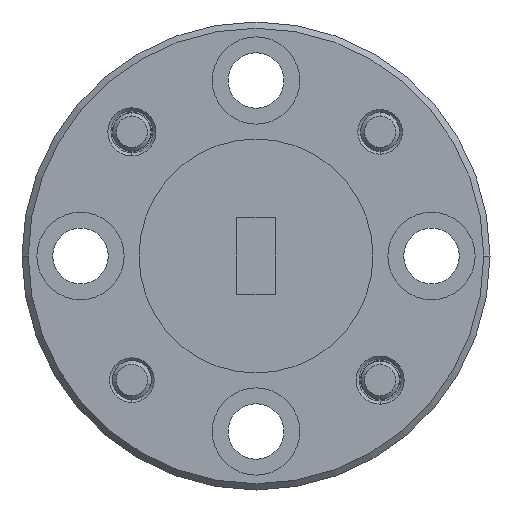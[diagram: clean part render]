
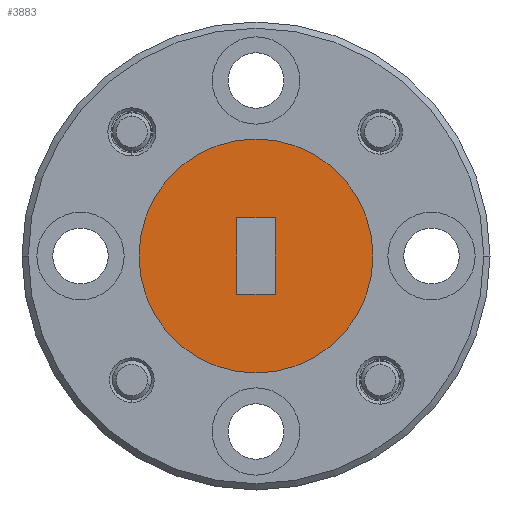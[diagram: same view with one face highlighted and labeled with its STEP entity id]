
A CAD part, left-side view. The second image highlights one B-rep face of the part: STEP entity #3883.
In plain terms, the highlighted planar face has unit normal (-1, 0, 0).
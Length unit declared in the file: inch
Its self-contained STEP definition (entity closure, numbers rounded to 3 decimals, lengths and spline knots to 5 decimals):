
#141 = LINE ( 'NONE', #3037, #1689 ) ;
#299 = DIRECTION ( 'NONE',  ( 0., 1., 0. ) ) ;
#329 = VECTOR ( 'NONE', #3733, 39.37008 ) ;
#375 = CARTESIAN_POINT ( 'NONE',  ( -0.65805, 2.05952, 2.82361 ) ) ;
#377 = CIRCLE ( 'NONE', #949, 0.1875 ) ;
#523 = ORIENTED_EDGE ( 'NONE', *, *, #655, .T. ) ;
#639 = ORIENTED_EDGE ( 'NONE', *, *, #2140, .T. ) ;
#655 = EDGE_CURVE ( 'NONE', #1805, #4742, #1448, .T. ) ;
#949 = AXIS2_PLACEMENT_3D ( 'NONE', #1908, #5664, #299 ) ;
#995 = ORIENTED_EDGE ( 'NONE', *, *, #2147, .T. ) ;
#1047 = CARTESIAN_POINT ( 'NONE',  ( -0.65805, 2.12052, 2.82361 ) ) ;
#1256 = DIRECTION ( 'NONE',  ( 1., 0., 0. ) ) ;
#1316 = VERTEX_POINT ( 'NONE', #3974 ) ;
#1448 = LINE ( 'NONE', #1047, #5556 ) ;
#1589 = VERTEX_POINT ( 'NONE', #4010 ) ;
#1689 = VECTOR ( 'NONE', #2006, 39.37008 ) ;
#1798 = LINE ( 'NONE', #6986, #329 ) ;
#1805 = VERTEX_POINT ( 'NONE', #6092 ) ;
#1908 = CARTESIAN_POINT ( 'NONE',  ( -0.65805, 2.09002, 2.88461 ) ) ;
#2006 = DIRECTION ( 'NONE',  ( 0., -1., 0. ) ) ;
#2011 = FACE_BOUND ( 'NONE', #4585, .T. ) ;
#2112 = ORIENTED_EDGE ( 'NONE', *, *, #2608, .F. ) ;
#2140 = EDGE_CURVE ( 'NONE', #4742, #4217, #141, .T. ) ;
#2145 = CARTESIAN_POINT ( 'NONE',  ( -0.65805, 2.09002, 2.88461 ) ) ;
#2147 = EDGE_CURVE ( 'NONE', #4217, #5928, #3182, .T. ) ;
#2171 = DIRECTION ( 'NONE',  ( -1., 0., 0. ) ) ;
#2410 = AXIS2_PLACEMENT_3D ( 'NONE', #2145, #2171, #4369 ) ;
#2472 = EDGE_CURVE ( 'NONE', #5928, #1805, #1798, .T. ) ;
#2502 = CARTESIAN_POINT ( 'NONE',  ( -0.65805, 2.12052, 2.94561 ) ) ;
#2516 = ORIENTED_EDGE ( 'NONE', *, *, #2472, .T. ) ;
#2517 = CARTESIAN_POINT ( 'NONE',  ( -0.65805, 2.05952, 2.82361 ) ) ;
#2608 = EDGE_CURVE ( 'NONE', #1589, #1316, #5603, .T. ) ;
#2710 = DIRECTION ( 'NONE',  ( 0., 0., 1. ) ) ;
#2767 = PLANE ( 'NONE',  #2410 ) ;
#2814 = DIRECTION ( 'NONE',  ( 0., 1., 0. ) ) ;
#3009 = DIRECTION ( 'NONE',  ( 0., 0., -1. ) ) ;
#3037 = CARTESIAN_POINT ( 'NONE',  ( -0.65805, 2.05952, 2.94561 ) ) ;
#3182 = LINE ( 'NONE', #2517, #5620 ) ;
#3256 = EDGE_LOOP ( 'NONE', ( #2112, #5095 ) ) ;
#3733 = DIRECTION ( 'NONE',  ( 0., 1., 0. ) ) ;
#3883 = ADVANCED_FACE ( 'NONE', ( #6189, #2011 ), #2767, .T. ) ;
#3887 = AXIS2_PLACEMENT_3D ( 'NONE', #3934, #1256, #2814 ) ;
#3934 = CARTESIAN_POINT ( 'NONE',  ( -0.65805, 2.09002, 2.88461 ) ) ;
#3974 = CARTESIAN_POINT ( 'NONE',  ( -0.65805, 1.90252, 2.88461 ) ) ;
#4010 = CARTESIAN_POINT ( 'NONE',  ( -0.65805, 2.27752, 2.88461 ) ) ;
#4124 = EDGE_CURVE ( 'NONE', #1316, #1589, #377, .T. ) ;
#4217 = VERTEX_POINT ( 'NONE', #5811 ) ;
#4369 = DIRECTION ( 'NONE',  ( 0., -1., 0. ) ) ;
#4585 = EDGE_LOOP ( 'NONE', ( #523, #639, #995, #2516 ) ) ;
#4742 = VERTEX_POINT ( 'NONE', #2502 ) ;
#5095 = ORIENTED_EDGE ( 'NONE', *, *, #4124, .F. ) ;
#5556 = VECTOR ( 'NONE', #2710, 39.37008 ) ;
#5603 = CIRCLE ( 'NONE', #3887, 0.1875 ) ;
#5620 = VECTOR ( 'NONE', #3009, 39.37008 ) ;
#5664 = DIRECTION ( 'NONE',  ( 1., 0., 0. ) ) ;
#5811 = CARTESIAN_POINT ( 'NONE',  ( -0.65805, 2.05952, 2.94561 ) ) ;
#5928 = VERTEX_POINT ( 'NONE', #375 ) ;
#6092 = CARTESIAN_POINT ( 'NONE',  ( -0.65805, 2.12052, 2.82361 ) ) ;
#6189 = FACE_OUTER_BOUND ( 'NONE', #3256, .T. ) ;
#6986 = CARTESIAN_POINT ( 'NONE',  ( -0.65805, 2.05952, 2.82361 ) ) ;
